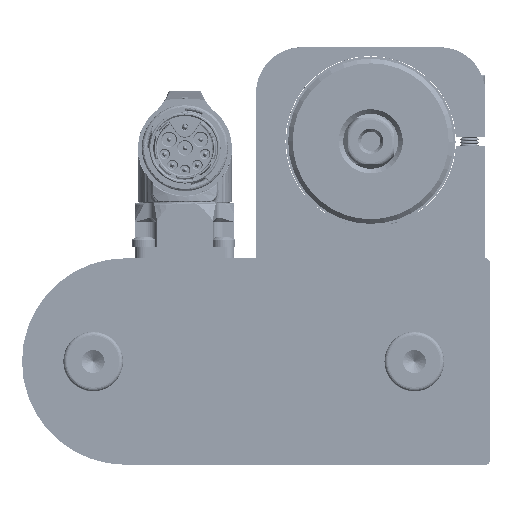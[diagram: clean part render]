
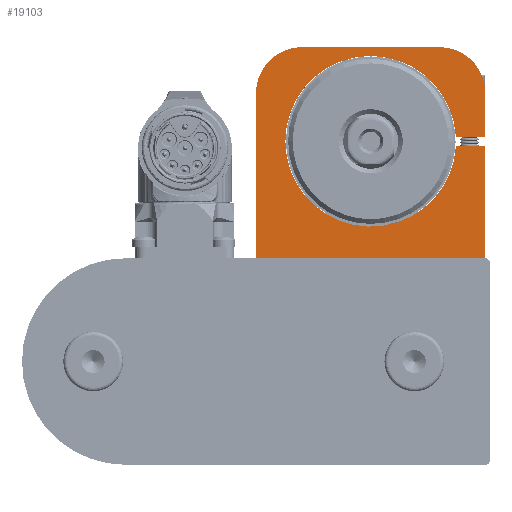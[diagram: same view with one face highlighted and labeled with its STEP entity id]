
A CAD part, left-side view. The second image highlights one B-rep face of the part: STEP entity #19103.
In plain terms, the highlighted face is planar.
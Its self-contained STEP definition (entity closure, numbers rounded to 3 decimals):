
#1184 = CARTESIAN_POINT ( 'NONE',  ( 25., 1., 12.5 ) ) ;
#3891 = DIRECTION ( 'NONE',  ( -1., 0., 0. ) ) ;
#6115 = ORIENTED_EDGE ( 'NONE', *, *, #22311, .T. ) ;
#6456 = VERTEX_POINT ( 'NONE', #13649 ) ;
#7059 = VERTEX_POINT ( 'NONE', #58246 ) ;
#7224 = DIRECTION ( 'NONE',  ( 1., 0., 0. ) ) ;
#8188 = LINE ( 'NONE', #47824, #69886 ) ;
#10039 = EDGE_CURVE ( 'NONE', #6456, #43085, #24555, .T. ) ;
#10365 = EDGE_CURVE ( 'NONE', #51097, #31141, #14623, .T. ) ;
#12012 = AXIS2_PLACEMENT_3D ( 'NONE', #15568, #13934, #53211 ) ;
#12516 = CARTESIAN_POINT ( 'NONE',  ( 25., 10.5, 12.5 ) ) ;
#12709 = ORIENTED_EDGE ( 'NONE', *, *, #80044, .F. ) ;
#13649 = CARTESIAN_POINT ( 'NONE',  ( -25., -25.5, 12.5 ) ) ;
#13934 = DIRECTION ( 'NONE',  ( 0., 0., 1. ) ) ;
#14116 = CARTESIAN_POINT ( 'NONE',  ( 18.573, 1., 12.5 ) ) ;
#14499 = ORIENTED_EDGE ( 'NONE', *, *, #52497, .T. ) ;
#14623 = CIRCLE ( 'NONE', #12012, 18.6 ) ;
#14747 = LINE ( 'NONE', #40520, #55947 ) ;
#15568 = CARTESIAN_POINT ( 'NONE',  ( 0., 0., 12.5 ) ) ;
#16500 = FACE_OUTER_BOUND ( 'NONE', #70918, .T. ) ;
#16832 = CARTESIAN_POINT ( 'NONE',  ( -15., 20.5, 12.5 ) ) ;
#19103 = ADVANCED_FACE ( 'NONE', ( #16500 ), #60069, .F. ) ;
#21916 = CARTESIAN_POINT ( 'NONE',  ( -15., 10.5, 12.5 ) ) ;
#22094 = ORIENTED_EDGE ( 'NONE', *, *, #47156, .T. ) ;
#22232 = DIRECTION ( 'NONE',  ( 0., 0., 1. ) ) ;
#22311 = EDGE_CURVE ( 'NONE', #43085, #7059, #14747, .T. ) ;
#24555 = LINE ( 'NONE', #26184, #26809 ) ;
#25153 = CARTESIAN_POINT ( 'NONE',  ( 25., -1., 12.5 ) ) ;
#26184 = CARTESIAN_POINT ( 'NONE',  ( -25., -25.5, 12.5 ) ) ;
#26809 = VECTOR ( 'NONE', #7224, 1000. ) ;
#27379 = ORIENTED_EDGE ( 'NONE', *, *, #73049, .F. ) ;
#29590 = ORIENTED_EDGE ( 'NONE', *, *, #10365, .F. ) ;
#30693 = AXIS2_PLACEMENT_3D ( 'NONE', #21916, #46850, #65874 ) ;
#31141 = VERTEX_POINT ( 'NONE', #74120 ) ;
#31962 = LINE ( 'NONE', #70422, #83218 ) ;
#33643 = CARTESIAN_POINT ( 'NONE',  ( -25., -25.5, 12.5 ) ) ;
#37585 = VERTEX_POINT ( 'NONE', #12516 ) ;
#39118 = DIRECTION ( 'NONE',  ( 0., 1., 0. ) ) ;
#39238 = VECTOR ( 'NONE', #56428, 1000. ) ;
#40520 = CARTESIAN_POINT ( 'NONE',  ( 25., -25.5, 12.5 ) ) ;
#41587 = EDGE_CURVE ( 'NONE', #51897, #37585, #31962, .T. ) ;
#43085 = VERTEX_POINT ( 'NONE', #62575 ) ;
#46781 = VECTOR ( 'NONE', #75880, 1000. ) ;
#46850 = DIRECTION ( 'NONE',  ( 0., 0., 1. ) ) ;
#47156 = EDGE_CURVE ( 'NONE', #58783, #6456, #67835, .T. ) ;
#47824 = CARTESIAN_POINT ( 'NONE',  ( -25., 20.5, 12.5 ) ) ;
#48198 = CARTESIAN_POINT ( 'NONE',  ( -25., 20.5, 12.5 ) ) ;
#50077 = LINE ( 'NONE', #56012, #39238 ) ;
#51097 = VERTEX_POINT ( 'NONE', #14116 ) ;
#51515 = VERTEX_POINT ( 'NONE', #66944 ) ;
#51897 = VERTEX_POINT ( 'NONE', #1184 ) ;
#52441 = ORIENTED_EDGE ( 'NONE', *, *, #10039, .T. ) ;
#52497 = EDGE_CURVE ( 'NONE', #51515, #65714, #8188, .T. ) ;
#53068 = DIRECTION ( 'NONE',  ( 0., -1., 0. ) ) ;
#53211 = DIRECTION ( 'NONE',  ( 1., 0., 0. ) ) ;
#55157 = CIRCLE ( 'NONE', #72649, 10. ) ;
#55947 = VECTOR ( 'NONE', #66285, 1000. ) ;
#56012 = CARTESIAN_POINT ( 'NONE',  ( 25., 1., 12.5 ) ) ;
#56428 = DIRECTION ( 'NONE',  ( -1., 0., 0. ) ) ;
#58241 = ORIENTED_EDGE ( 'NONE', *, *, #41587, .T. ) ;
#58246 = CARTESIAN_POINT ( 'NONE',  ( 25., -1., 12.5 ) ) ;
#58538 = CARTESIAN_POINT ( 'NONE',  ( -25., 10.5, 12.5 ) ) ;
#58783 = VERTEX_POINT ( 'NONE', #58538 ) ;
#60069 = PLANE ( 'NONE',  #71742 ) ;
#61294 = DIRECTION ( 'NONE',  ( 0., 0., -1. ) ) ;
#61356 = ORIENTED_EDGE ( 'NONE', *, *, #73448, .T. ) ;
#62206 = VECTOR ( 'NONE', #53068, 1000. ) ;
#62341 = DIRECTION ( 'NONE',  ( -1., 0., 0. ) ) ;
#62575 = CARTESIAN_POINT ( 'NONE',  ( 25., -25.5, 12.5 ) ) ;
#65714 = VERTEX_POINT ( 'NONE', #16832 ) ;
#65874 = DIRECTION ( 'NONE',  ( -1., 0., 0. ) ) ;
#66285 = DIRECTION ( 'NONE',  ( 0., 1., 0. ) ) ;
#66944 = CARTESIAN_POINT ( 'NONE',  ( 15., 20.5, 12.5 ) ) ;
#67835 = LINE ( 'NONE', #33643, #62206 ) ;
#68704 = CARTESIAN_POINT ( 'NONE',  ( 15., 10.5, 12.5 ) ) ;
#69886 = VECTOR ( 'NONE', #79965, 1000. ) ;
#70422 = CARTESIAN_POINT ( 'NONE',  ( 25., -25.5, 12.5 ) ) ;
#70918 = EDGE_LOOP ( 'NONE', ( #58241, #71478, #14499, #61356, #22094, #52441, #6115, #27379, #29590, #12709 ) ) ;
#71219 = EDGE_CURVE ( 'NONE', #37585, #51515, #55157, .T. ) ;
#71478 = ORIENTED_EDGE ( 'NONE', *, *, #71219, .T. ) ;
#71742 = AXIS2_PLACEMENT_3D ( 'NONE', #48198, #61294, #3891 ) ;
#72649 = AXIS2_PLACEMENT_3D ( 'NONE', #68704, #22232, #62341 ) ;
#73049 = EDGE_CURVE ( 'NONE', #31141, #7059, #75456, .T. ) ;
#73448 = EDGE_CURVE ( 'NONE', #65714, #58783, #81966, .T. ) ;
#74120 = CARTESIAN_POINT ( 'NONE',  ( 18.573, -1., 12.5 ) ) ;
#75456 = LINE ( 'NONE', #25153, #46781 ) ;
#75880 = DIRECTION ( 'NONE',  ( 1., 0., 0. ) ) ;
#79965 = DIRECTION ( 'NONE',  ( -1., 0., 0. ) ) ;
#80044 = EDGE_CURVE ( 'NONE', #51897, #51097, #50077, .T. ) ;
#81966 = CIRCLE ( 'NONE', #30693, 10. ) ;
#83218 = VECTOR ( 'NONE', #39118, 1000. ) ;
